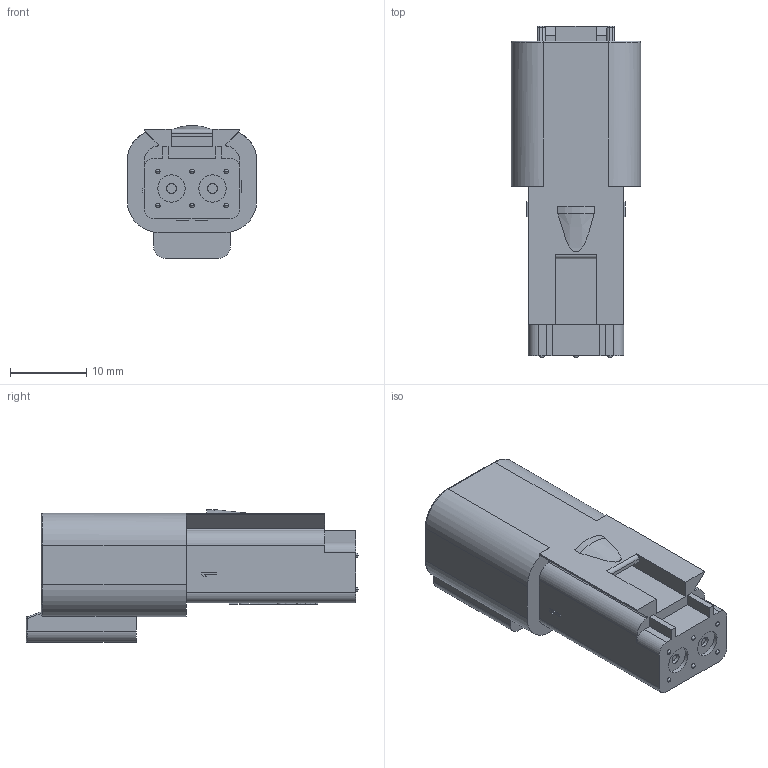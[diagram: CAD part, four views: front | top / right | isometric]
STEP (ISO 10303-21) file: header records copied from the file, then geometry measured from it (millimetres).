
FILE_DESCRIPTION((''),'2;1');
FILE_NAME('26-54223-02P','2016-04-18T',('Jony.xie'),(''),'PRO/ENGINEER BY PARAMETRIC TECHNOLOGY CORPORATION, 2013230','PRO/ENGINEER BY PARAMETRIC TECHNOLOGY CORPORATION, 2013230','');
FILE_SCHEMA(('CONFIG_CONTROL_DESIGN'));
Length unit declared in the file: millimetre
Products named in the file (1): 26-54223-02P
Bounding box: 17.05 x 43.68 x 17.48 mm (x, y, z)
Volume: 4079.9 mm3; surface area: 3907.2 mm2
Topology: 1 solids, 1 shells, 469 faces, 1271 edges, 827 vertices
Faces by surface type: plane 388, cylinder 48, sphere 14, torus 10, cone 5, bspline 4
Entity records: 14761 total; most frequent: CARTESIAN_POINT 2933, ORIENTED_EDGE 2518, DIRECTION 2281, EDGE_CURVE 1259, VECTOR 1111, LINE 1111, VERTEX_POINT 827, AXIS2_PLACEMENT_3D 585
